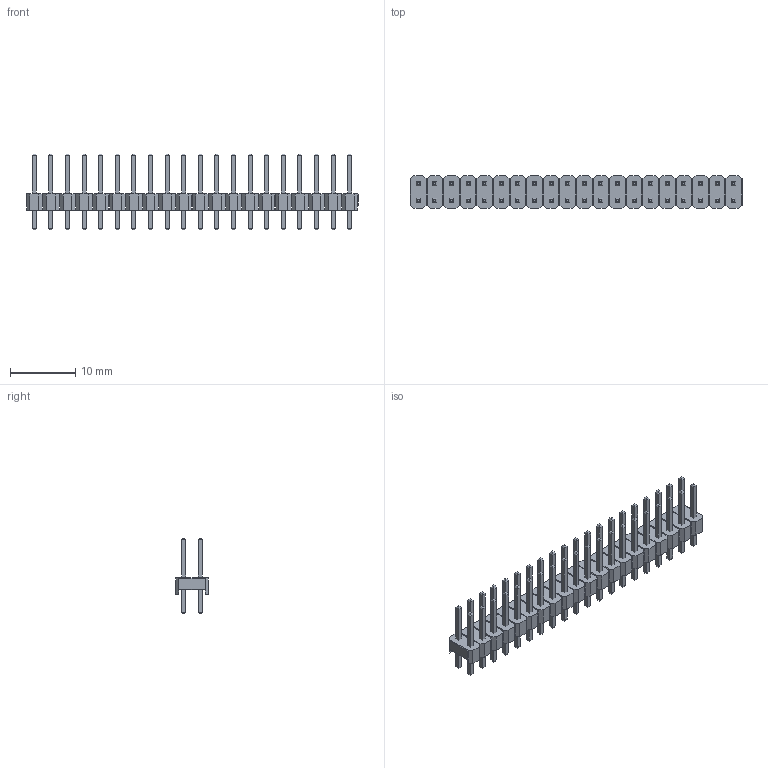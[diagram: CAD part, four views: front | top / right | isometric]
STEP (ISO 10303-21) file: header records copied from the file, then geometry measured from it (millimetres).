
FILE_DESCRIPTION(('STEP AP214'), '1');
FILE_NAME('DS1021-1x5SF11', '2019-03-03T18:56:47', ('Nobody'), (''), 'ASCON STEP Converter 1.3', 'ASCON Math Kernel', '');
FILE_SCHEMA(('AUTOMOTIVE_DESIGN { 1 0 10303 214 3 1 1}'));
Length unit declared in the file: millimetre
Assembly tree (41 placements, depth 2):
  (unnamed)
    (unnamed)
    (unnamed)  x40
Bounding box: 50.8 x 5 x 11.6 mm (x, y, z)
Volume: 644.4 mm3; surface area: 2050.4 mm2
Topology: 41 solids, 41 shells, 924 faces, 1966 edges, 1124 vertices
Faces by surface type: plane 924
Entity records: 14305 total; most frequent: CARTESIAN_POINT 1794, ORIENTED_EDGE 1748, DIRECTION 1714, EDGE_CURVE 874, LINE 874, VECTOR 874, VERTEX_POINT 500, AXIS2_PLACEMENT_3D 420
